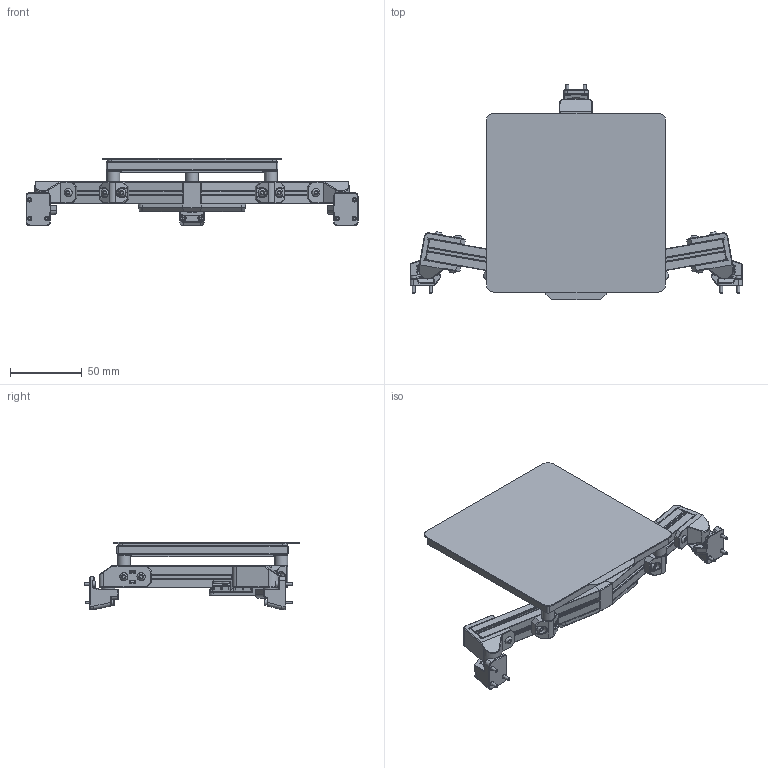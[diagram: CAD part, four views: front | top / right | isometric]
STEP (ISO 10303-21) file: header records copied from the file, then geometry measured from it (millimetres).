
FILE_DESCRIPTION(/* description */ (''),/* implementation_level */ '2;1');
FILE_NAME(/* name */ 'MantaRay Bed.step',/* time_stamp */ '2024-06-22T17:34:49+01:00',/* author */ (''),/* organization */ (''),/* preprocessor_version */ 'ST-DEVELOPER v20',/* originating_system */ 'Autodesk Translation Framework v13.14.0.145',/* authorisation */ '');
FILE_SCHEMA (('AUTOMOTIVE_DESIGN { 1 0 10303 214 3 1 1 }'));
Products named in the file (40): MantaRay Bed; Printed Parts; Gantry Attachments; rear_gantry_attachment; front_left_gantry_attachment; front_right_gantry_attachment; Front Bed Mounts; front_bed_mount_2x; Kinematic Rail Guides; [a]_kinematic_rail_front_left; [a]_kinematic_rail_rear; [a]_kinematic_rail_front_right; centre_bed_brace; Hardware; Extrusions; 1515 100mm - F; Bolts; M3x8 BHCS; M3x16 BHCS; M3x12 WFHS; M2x18 SHCS; M2x6 SHCS; M2x10 SHCS; Hexnuts; M3 Hexnut; Threaded Inserts; M3 Threaded Insert; Bed Spacers; Aluminium Bushing 8mm; Bed; Magnet Sheet; MIC6 Plate; Spring Steel; Heat Mat; Wago Blocks; WAGO 221-412; M3 Beads; 10x3mm Bead; M3 Pins; M3x12 Pin
Assembly tree (108 placements, depth 4):
  MantaRay Bed
    Printed Parts
      Gantry Attachments
        rear_gantry_attachment
        front_left_gantry_attachment
        front_right_gantry_attachment
      Front Bed Mounts
        front_bed_mount_2x  x2
      Kinematic Rail Guides
        [a]_kinematic_rail_front_left
        [a]_kinematic_rail_rear
        [a]_kinematic_rail_front_right
      centre_bed_brace
    Hardware
      Extrusions
        1515 100mm - F  x3
      Bolts
        M3x8 BHCS  x20
        M3x16 BHCS  x3
        M3x12 WFHS  x3
        M2x18 SHCS  x6
        M2x6 SHCS  x2
        M2x10 SHCS  x2
      Hexnuts
        M3 Hexnut  x21
      Threaded Inserts
        M3 Threaded Insert  x5
      Bed Spacers
        Aluminium Bushing 8mm  x3
      Bed
        Magnet Sheet
        MIC6 Plate
        Spring Steel
        Heat Mat
      Wago Blocks
        WAGO 221-412  x4
      M3 Beads
        10x3mm Bead  x3
      M3 Pins
        M3x12 Pin  x6
Bounding box: 232 x 150.9 x 46.95 mm (x, y, z)
Volume: 234760.6 mm3; surface area: 206907.9 mm2
Topology: 94 solids, 94 shells, 4066 faces, 9990 edges, 6234 vertices
Faces by surface type: plane 1910, cone 810, cylinder 785, bspline 526, sphere 32, torus 3
Full cylindrical faces by diameter (mm): 2 x10, 2.3 x10, 2.55 x15, 2.9 x5, 3 x65, 3.3 x22, 3.4 x3, 3.8 x10, 4.2 x5, 4.25 x5, 4.6 x5, 4.7 x5, 5.7 x23, 5.8 x3, 6 x6, 9 x3
Entity records: 65159 total; most frequent: CARTESIAN_POINT 19363, ORIENTED_EDGE 9546, DIRECTION 8962, EDGE_CURVE 4773, AXIS2_PLACEMENT_3D 3007, VERTEX_POINT 2985, LINE 2948, VECTOR 2948
